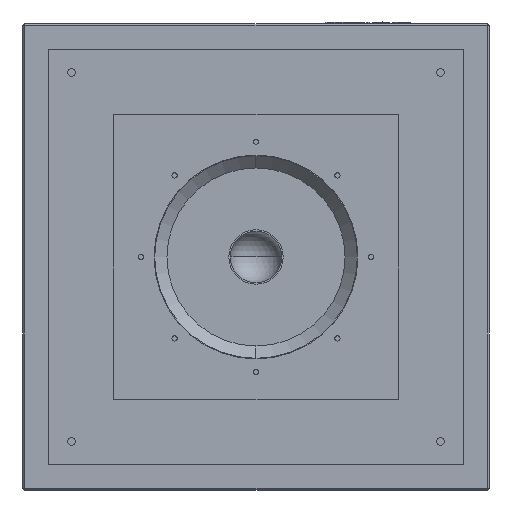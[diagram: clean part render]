
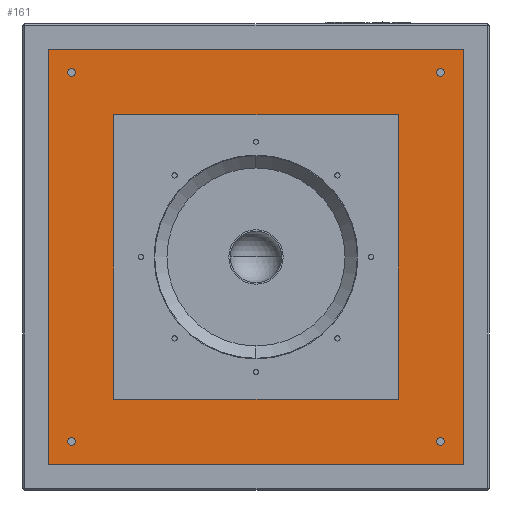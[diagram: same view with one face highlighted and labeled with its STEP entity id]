
A CAD part, front view. The second image highlights one B-rep face of the part: STEP entity #161.
In plain terms, the highlighted planar face has unit normal (0, -1, 0).
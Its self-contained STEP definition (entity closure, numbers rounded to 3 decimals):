
#115 = VERTEX_POINT ( 'NONE', #3898 ) ;
#148 = VERTEX_POINT ( 'NONE', #3960 ) ;
#149 = ORIENTED_EDGE ( 'NONE', *, *, #150, .F. ) ;
#150 = EDGE_CURVE ( 'NONE', #151, #148, #4019, .T. ) ;
#151 = VERTEX_POINT ( 'NONE', #4015 ) ;
#152 = ORIENTED_EDGE ( 'NONE', *, *, #153, .F. ) ;
#153 = EDGE_CURVE ( 'NONE', #226, #151, #4014, .T. ) ;
#154 = EDGE_LOOP ( 'NONE', ( #208, #210 ) ) ;
#159 = EDGE_CURVE ( 'NONE', #185, #175, #4010, .T. ) ;
#161 = ADVANCED_FACE ( 'NONE', ( #4006, #4005, #4004, #4003, #4002, #4001 ), #4000, .F. ) ;
#162 = EDGE_LOOP ( 'NONE', ( #163, #164, #165, #166 ) ) ;
#163 = ORIENTED_EDGE ( 'NONE', *, *, #159, .F. ) ;
#164 = ORIENTED_EDGE ( 'NONE', *, *, #184, .F. ) ;
#165 = ORIENTED_EDGE ( 'NONE', *, *, #168, .F. ) ;
#166 = ORIENTED_EDGE ( 'NONE', *, *, #177, .F. ) ;
#168 = EDGE_CURVE ( 'NONE', #115, #182, #3998, .T. ) ;
#175 = VERTEX_POINT ( 'NONE', #4046 ) ;
#177 = EDGE_CURVE ( 'NONE', #175, #115, #4045, .T. ) ;
#182 = VERTEX_POINT ( 'NONE', #4030 ) ;
#184 = EDGE_CURVE ( 'NONE', #182, #185, #4029, .T. ) ;
#185 = VERTEX_POINT ( 'NONE', #4025 ) ;
#193 = ORIENTED_EDGE ( 'NONE', *, *, #1594, .F. ) ;
#208 = ORIENTED_EDGE ( 'NONE', *, *, #209, .F. ) ;
#209 = EDGE_CURVE ( 'NONE', #1614, #638, #4057, .T. ) ;
#210 = ORIENTED_EDGE ( 'NONE', *, *, #1613, .F. ) ;
#211 = EDGE_LOOP ( 'NONE', ( #212, #214 ) ) ;
#212 = ORIENTED_EDGE ( 'NONE', *, *, #213, .F. ) ;
#213 = EDGE_CURVE ( 'NONE', #1598, #1625, #4117, .T. ) ;
#214 = ORIENTED_EDGE ( 'NONE', *, *, #1597, .F. ) ;
#215 = EDGE_LOOP ( 'NONE', ( #216, #218 ) ) ;
#216 = ORIENTED_EDGE ( 'NONE', *, *, #217, .F. ) ;
#217 = EDGE_CURVE ( 'NONE', #1663, #1609, #4112, .T. ) ;
#218 = ORIENTED_EDGE ( 'NONE', *, *, #1611, .F. ) ;
#219 = EDGE_LOOP ( 'NONE', ( #220, #193 ) ) ;
#220 = ORIENTED_EDGE ( 'NONE', *, *, #221, .F. ) ;
#221 = EDGE_CURVE ( 'NONE', #1595, #1592, #4107, .T. ) ;
#222 = EDGE_LOOP ( 'NONE', ( #223, #227, #149, #152 ) ) ;
#223 = ORIENTED_EDGE ( 'NONE', *, *, #224, .F. ) ;
#224 = EDGE_CURVE ( 'NONE', #225, #226, #4102, .T. ) ;
#225 = VERTEX_POINT ( 'NONE', #4098 ) ;
#226 = VERTEX_POINT ( 'NONE', #4097 ) ;
#227 = ORIENTED_EDGE ( 'NONE', *, *, #228, .F. ) ;
#228 = EDGE_CURVE ( 'NONE', #148, #225, #4096, .T. ) ;
#638 = VERTEX_POINT ( 'NONE', #4783 ) ;
#1592 = VERTEX_POINT ( 'NONE', #6496 ) ;
#1594 = EDGE_CURVE ( 'NONE', #1592, #1595, #6495, .T. ) ;
#1595 = VERTEX_POINT ( 'NONE', #6490 ) ;
#1597 = EDGE_CURVE ( 'NONE', #1625, #1598, #6489, .T. ) ;
#1598 = VERTEX_POINT ( 'NONE', #6484 ) ;
#1609 = VERTEX_POINT ( 'NONE', #6526 ) ;
#1611 = EDGE_CURVE ( 'NONE', #1609, #1663, #6524, .T. ) ;
#1613 = EDGE_CURVE ( 'NONE', #638, #1614, #6519, .T. ) ;
#1614 = VERTEX_POINT ( 'NONE', #6515 ) ;
#1625 = VERTEX_POINT ( 'NONE', #6556 ) ;
#1663 = VERTEX_POINT ( 'NONE', #6601 ) ;
#3898 = CARTESIAN_POINT ( 'NONE',  ( 321., 0., 321. ) ) ;
#3960 = CARTESIAN_POINT ( 'NONE',  ( -220., 0., 220. ) ) ;
#3992 = DIRECTION ( 'NONE',  ( 0., 0., -1. ) ) ;
#3993 = VECTOR ( 'NONE', #3992, 1000. ) ;
#3994 = CARTESIAN_POINT ( 'NONE',  ( 321., 0., 321. ) ) ;
#3995 = DIRECTION ( 'NONE',  ( 0., 0., 1. ) ) ;
#3996 = DIRECTION ( 'NONE',  ( 0., 1., 0. ) ) ;
#3997 = AXIS2_PLACEMENT_3D ( 'NONE', #3999, #3996, #3995 ) ;
#3998 = LINE ( 'NONE', #3994, #3993 ) ;
#3999 = CARTESIAN_POINT ( 'NONE',  ( -321., 0., 321. ) ) ;
#4000 = PLANE ( 'NONE',  #3997 ) ;
#4001 = FACE_BOUND ( 'NONE', #219, .T. ) ;
#4002 = FACE_BOUND ( 'NONE', #215, .T. ) ;
#4003 = FACE_BOUND ( 'NONE', #211, .T. ) ;
#4004 = FACE_BOUND ( 'NONE', #154, .T. ) ;
#4005 = FACE_BOUND ( 'NONE', #222, .T. ) ;
#4006 = FACE_OUTER_BOUND ( 'NONE', #162, .T. ) ;
#4007 = DIRECTION ( 'NONE',  ( 0., 0., 1. ) ) ;
#4008 = VECTOR ( 'NONE', #4007, 1000. ) ;
#4009 = CARTESIAN_POINT ( 'NONE',  ( -321., 0., 321. ) ) ;
#4010 = LINE ( 'NONE', #4009, #4008 ) ;
#4011 = DIRECTION ( 'NONE',  ( 0., 0., 1. ) ) ;
#4012 = VECTOR ( 'NONE', #4011, 1000. ) ;
#4013 = CARTESIAN_POINT ( 'NONE',  ( 220., 0., 220. ) ) ;
#4014 = LINE ( 'NONE', #4013, #4012 ) ;
#4015 = CARTESIAN_POINT ( 'NONE',  ( 220., 0., 220. ) ) ;
#4016 = DIRECTION ( 'NONE',  ( -1., 0., 0. ) ) ;
#4017 = VECTOR ( 'NONE', #4016, 1000. ) ;
#4018 = CARTESIAN_POINT ( 'NONE',  ( -220., 0., 220. ) ) ;
#4019 = LINE ( 'NONE', #4018, #4017 ) ;
#4025 = CARTESIAN_POINT ( 'NONE',  ( -321., 0., -321. ) ) ;
#4026 = DIRECTION ( 'NONE',  ( -1., 0., 0. ) ) ;
#4027 = VECTOR ( 'NONE', #4026, 1000. ) ;
#4028 = CARTESIAN_POINT ( 'NONE',  ( -321., 0., -321. ) ) ;
#4029 = LINE ( 'NONE', #4028, #4027 ) ;
#4030 = CARTESIAN_POINT ( 'NONE',  ( 321., 0., -321. ) ) ;
#4042 = DIRECTION ( 'NONE',  ( 1., 0., 0. ) ) ;
#4043 = VECTOR ( 'NONE', #4042, 1000. ) ;
#4044 = CARTESIAN_POINT ( 'NONE',  ( -321., 0., 321. ) ) ;
#4045 = LINE ( 'NONE', #4044, #4043 ) ;
#4046 = CARTESIAN_POINT ( 'NONE',  ( -321., 0., 321. ) ) ;
#4051 = CARTESIAN_POINT ( 'NONE',  ( -285., 0., -285. ) ) ;
#4052 = AXIS2_PLACEMENT_3D ( 'NONE', #4051, #4119, #4118 ) ;
#4057 = CIRCLE ( 'NONE', #4052, 6. ) ;
#4093 = DIRECTION ( 'NONE',  ( 0., 0., -1. ) ) ;
#4094 = VECTOR ( 'NONE', #4093, 1000. ) ;
#4095 = CARTESIAN_POINT ( 'NONE',  ( -220., 0., 220. ) ) ;
#4096 = LINE ( 'NONE', #4095, #4094 ) ;
#4097 = CARTESIAN_POINT ( 'NONE',  ( 220., 0., -220. ) ) ;
#4098 = CARTESIAN_POINT ( 'NONE',  ( -220., 0., -220. ) ) ;
#4099 = DIRECTION ( 'NONE',  ( 1., 0., 0. ) ) ;
#4100 = VECTOR ( 'NONE', #4099, 1000. ) ;
#4101 = CARTESIAN_POINT ( 'NONE',  ( -220., 0., -220. ) ) ;
#4102 = LINE ( 'NONE', #4101, #4100 ) ;
#4103 = DIRECTION ( 'NONE',  ( 0., 0., -1. ) ) ;
#4104 = DIRECTION ( 'NONE',  ( 0., -1., 0. ) ) ;
#4105 = CARTESIAN_POINT ( 'NONE',  ( -285., 0., 285. ) ) ;
#4106 = AXIS2_PLACEMENT_3D ( 'NONE', #4105, #4104, #4103 ) ;
#4107 = CIRCLE ( 'NONE', #4106, 6. ) ;
#4108 = DIRECTION ( 'NONE',  ( 0., 0., -1. ) ) ;
#4109 = DIRECTION ( 'NONE',  ( 0., -1., 0. ) ) ;
#4110 = CARTESIAN_POINT ( 'NONE',  ( 285., 0., 285. ) ) ;
#4111 = AXIS2_PLACEMENT_3D ( 'NONE', #4110, #4109, #4108 ) ;
#4112 = CIRCLE ( 'NONE', #4111, 6. ) ;
#4113 = DIRECTION ( 'NONE',  ( 0., 0., -1. ) ) ;
#4114 = DIRECTION ( 'NONE',  ( 0., -1., 0. ) ) ;
#4115 = CARTESIAN_POINT ( 'NONE',  ( 285., 0., -285. ) ) ;
#4116 = AXIS2_PLACEMENT_3D ( 'NONE', #4115, #4114, #4113 ) ;
#4117 = CIRCLE ( 'NONE', #4116, 6. ) ;
#4118 = DIRECTION ( 'NONE',  ( 0., 0., -1. ) ) ;
#4119 = DIRECTION ( 'NONE',  ( 0., -1., 0. ) ) ;
#4783 = CARTESIAN_POINT ( 'NONE',  ( -285., 0., -279. ) ) ;
#6484 = CARTESIAN_POINT ( 'NONE',  ( 285., 0., -291. ) ) ;
#6485 = DIRECTION ( 'NONE',  ( 0., 0., -1. ) ) ;
#6486 = DIRECTION ( 'NONE',  ( 0., -1., 0. ) ) ;
#6487 = CARTESIAN_POINT ( 'NONE',  ( 285., 0., -285. ) ) ;
#6488 = AXIS2_PLACEMENT_3D ( 'NONE', #6487, #6486, #6485 ) ;
#6489 = CIRCLE ( 'NONE', #6488, 6. ) ;
#6490 = CARTESIAN_POINT ( 'NONE',  ( -285., 0., 279. ) ) ;
#6491 = DIRECTION ( 'NONE',  ( 0., 0., -1. ) ) ;
#6492 = DIRECTION ( 'NONE',  ( 0., -1., 0. ) ) ;
#6493 = CARTESIAN_POINT ( 'NONE',  ( -285., 0., 285. ) ) ;
#6494 = AXIS2_PLACEMENT_3D ( 'NONE', #6493, #6492, #6491 ) ;
#6495 = CIRCLE ( 'NONE', #6494, 6. ) ;
#6496 = CARTESIAN_POINT ( 'NONE',  ( -285., 0., 291. ) ) ;
#6515 = CARTESIAN_POINT ( 'NONE',  ( -285., 0., -291. ) ) ;
#6516 = DIRECTION ( 'NONE',  ( 0., 0., -1. ) ) ;
#6517 = DIRECTION ( 'NONE',  ( 0., -1., 0. ) ) ;
#6518 = AXIS2_PLACEMENT_3D ( 'NONE', #6525, #6517, #6516 ) ;
#6519 = CIRCLE ( 'NONE', #6518, 6. ) ;
#6520 = DIRECTION ( 'NONE',  ( 0., 0., -1. ) ) ;
#6521 = DIRECTION ( 'NONE',  ( 0., -1., 0. ) ) ;
#6522 = CARTESIAN_POINT ( 'NONE',  ( 285., 0., 285. ) ) ;
#6523 = AXIS2_PLACEMENT_3D ( 'NONE', #6522, #6521, #6520 ) ;
#6524 = CIRCLE ( 'NONE', #6523, 6. ) ;
#6525 = CARTESIAN_POINT ( 'NONE',  ( -285., 0., -285. ) ) ;
#6526 = CARTESIAN_POINT ( 'NONE',  ( 285., 0., 291. ) ) ;
#6556 = CARTESIAN_POINT ( 'NONE',  ( 285., 0., -279. ) ) ;
#6601 = CARTESIAN_POINT ( 'NONE',  ( 285., 0., 279. ) ) ;
